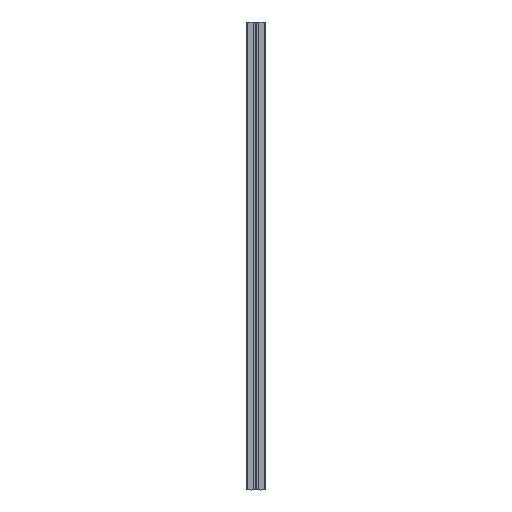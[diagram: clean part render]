
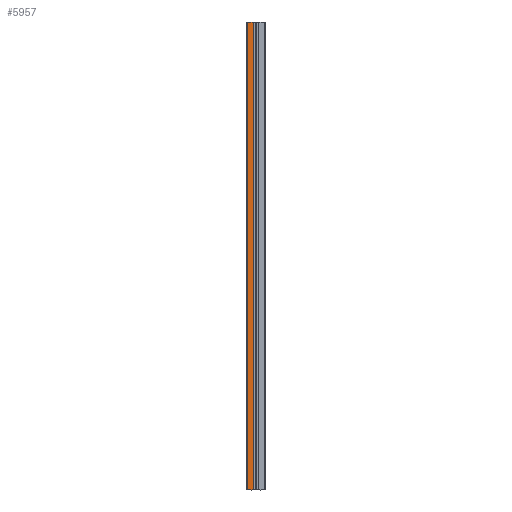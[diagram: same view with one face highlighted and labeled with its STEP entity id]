
A CAD part, left-side view. The second image highlights one B-rep face of the part: STEP entity #5957.
In plain terms, the highlighted planar face has unit normal (-1, 0, 0).
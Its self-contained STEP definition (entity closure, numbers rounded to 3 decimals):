
#339 = CARTESIAN_POINT ( 'NONE',  ( -20., 18., -1000. ) ) ;
#703 = CARTESIAN_POINT ( 'NONE',  ( -20., 6.075, -1000. ) ) ;
#1041 = ORIENTED_EDGE ( 'NONE', *, *, #6205, .T. ) ;
#1070 = DIRECTION ( 'NONE',  ( 0., 1., 0. ) ) ;
#1550 = VERTEX_POINT ( 'NONE', #703 ) ;
#1585 = VECTOR ( 'NONE', #4488, 1000. ) ;
#1634 = CARTESIAN_POINT ( 'NONE',  ( -20., 20., -1000. ) ) ;
#1947 = AXIS2_PLACEMENT_3D ( 'NONE', #1634, #3993, #1070 ) ;
#1952 = EDGE_CURVE ( 'NONE', #1550, #5102, #3081, .T. ) ;
#2129 = CARTESIAN_POINT ( 'NONE',  ( -20., 18., -1000. ) ) ;
#2147 = DIRECTION ( 'NONE',  ( 0., 1., 0. ) ) ;
#2563 = CARTESIAN_POINT ( 'NONE',  ( -20., 18., 0. ) ) ;
#2618 = VECTOR ( 'NONE', #2147, 1000. ) ;
#3081 = LINE ( 'NONE', #7187, #5363 ) ;
#3299 = CARTESIAN_POINT ( 'NONE',  ( -20., 20., 0. ) ) ;
#3446 = VERTEX_POINT ( 'NONE', #2563 ) ;
#3500 = EDGE_CURVE ( 'NONE', #5102, #3446, #7294, .T. ) ;
#3993 = DIRECTION ( 'NONE',  ( -1., 0., 0. ) ) ;
#4408 = LINE ( 'NONE', #2129, #1585 ) ;
#4457 = DIRECTION ( 'NONE',  ( 0., 1., 0. ) ) ;
#4488 = DIRECTION ( 'NONE',  ( 0., 0., -1. ) ) ;
#5102 = VERTEX_POINT ( 'NONE', #7420 ) ;
#5155 = FACE_OUTER_BOUND ( 'NONE', #6019, .T. ) ;
#5190 = ORIENTED_EDGE ( 'NONE', *, *, #5733, .F. ) ;
#5363 = VECTOR ( 'NONE', #5441, 1000. ) ;
#5441 = DIRECTION ( 'NONE',  ( 0., 0., 1. ) ) ;
#5598 = ORIENTED_EDGE ( 'NONE', *, *, #3500, .T. ) ;
#5733 = EDGE_CURVE ( 'NONE', #1550, #7007, #6739, .T. ) ;
#5957 = ADVANCED_FACE ( 'NONE', ( #5155 ), #7525, .T. ) ;
#6019 = EDGE_LOOP ( 'NONE', ( #5598, #1041, #5190, #7560 ) ) ;
#6205 = EDGE_CURVE ( 'NONE', #3446, #7007, #4408, .T. ) ;
#6739 = LINE ( 'NONE', #6813, #6792 ) ;
#6792 = VECTOR ( 'NONE', #4457, 1000. ) ;
#6813 = CARTESIAN_POINT ( 'NONE',  ( -20., 20., -1000. ) ) ;
#7007 = VERTEX_POINT ( 'NONE', #339 ) ;
#7187 = CARTESIAN_POINT ( 'NONE',  ( -20., 6.075, -1000. ) ) ;
#7294 = LINE ( 'NONE', #3299, #2618 ) ;
#7420 = CARTESIAN_POINT ( 'NONE',  ( -20., 6.075, 0. ) ) ;
#7525 = PLANE ( 'NONE',  #1947 ) ;
#7560 = ORIENTED_EDGE ( 'NONE', *, *, #1952, .T. ) ;
